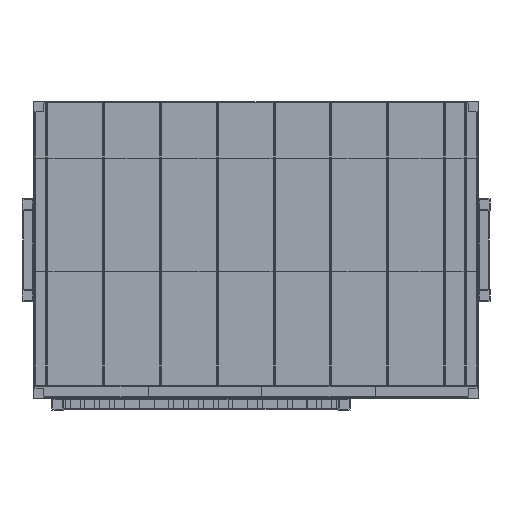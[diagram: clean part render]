
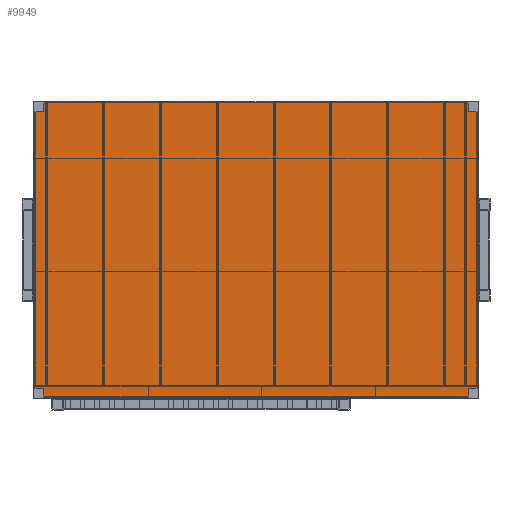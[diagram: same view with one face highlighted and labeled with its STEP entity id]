
A CAD part, front view. The second image highlights one B-rep face of the part: STEP entity #9949.
In plain terms, the highlighted planar face has unit normal (0, -1, 0).
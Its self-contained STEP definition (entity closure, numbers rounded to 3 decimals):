
#494 = VERTEX_POINT ( 'NONE', #1847 ) ;
#943 = CARTESIAN_POINT ( 'NONE',  ( -374.468, -97.34, -600. ) ) ;
#1529 = LINE ( 'NONE', #2416, #9890 ) ;
#1755 = ORIENTED_EDGE ( 'NONE', *, *, #5005, .T. ) ;
#1847 = CARTESIAN_POINT ( 'NONE',  ( 525.532, -97.34, 0. ) ) ;
#2100 = DIRECTION ( 'NONE',  ( 1., 0., 0. ) ) ;
#2180 = AXIS2_PLACEMENT_3D ( 'NONE', #943, #4113, #9944 ) ;
#2416 = CARTESIAN_POINT ( 'NONE',  ( 525.532, -97.34, -600. ) ) ;
#2898 = EDGE_LOOP ( 'NONE', ( #4337, #13428, #1755, #7980 ) ) ;
#3022 = EDGE_CURVE ( 'NONE', #14515, #494, #9995, .T. ) ;
#3511 = DIRECTION ( 'NONE',  ( 0., 0., 1. ) ) ;
#3813 = CARTESIAN_POINT ( 'NONE',  ( -374.468, -97.34, -600. ) ) ;
#4113 = DIRECTION ( 'NONE',  ( 0., -1., 0. ) ) ;
#4337 = ORIENTED_EDGE ( 'NONE', *, *, #3022, .F. ) ;
#5005 = EDGE_CURVE ( 'NONE', #10269, #5595, #13319, .T. ) ;
#5489 = DIRECTION ( 'NONE',  ( 1., 0., 0. ) ) ;
#5595 = VERTEX_POINT ( 'NONE', #6570 ) ;
#6570 = CARTESIAN_POINT ( 'NONE',  ( 525.532, -97.34, -600. ) ) ;
#7577 = PLANE ( 'NONE',  #2180 ) ;
#7732 = CARTESIAN_POINT ( 'NONE',  ( -374.468, -97.34, -600. ) ) ;
#7980 = ORIENTED_EDGE ( 'NONE', *, *, #13885, .T. ) ;
#9086 = FACE_OUTER_BOUND ( 'NONE', #2898, .T. ) ;
#9813 = LINE ( 'NONE', #12467, #10173 ) ;
#9890 = VECTOR ( 'NONE', #3511, 1000. ) ;
#9944 = DIRECTION ( 'NONE',  ( 0., 0., -1. ) ) ;
#9949 = ADVANCED_FACE ( 'NONE', ( #9086 ), #7577, .T. ) ;
#9995 = LINE ( 'NONE', #14563, #12312 ) ;
#10122 = VECTOR ( 'NONE', #2100, 1000. ) ;
#10173 = VECTOR ( 'NONE', #10212, 1000. ) ;
#10212 = DIRECTION ( 'NONE',  ( 0., 0., 1. ) ) ;
#10269 = VERTEX_POINT ( 'NONE', #3813 ) ;
#10715 = EDGE_CURVE ( 'NONE', #10269, #14515, #9813, .T. ) ;
#11311 = CARTESIAN_POINT ( 'NONE',  ( -374.468, -97.34, 0. ) ) ;
#12312 = VECTOR ( 'NONE', #5489, 1000. ) ;
#12467 = CARTESIAN_POINT ( 'NONE',  ( -374.468, -97.34, -600. ) ) ;
#13319 = LINE ( 'NONE', #7732, #10122 ) ;
#13428 = ORIENTED_EDGE ( 'NONE', *, *, #10715, .F. ) ;
#13885 = EDGE_CURVE ( 'NONE', #5595, #494, #1529, .T. ) ;
#14515 = VERTEX_POINT ( 'NONE', #11311 ) ;
#14563 = CARTESIAN_POINT ( 'NONE',  ( -374.468, -97.34, 0. ) ) ;
